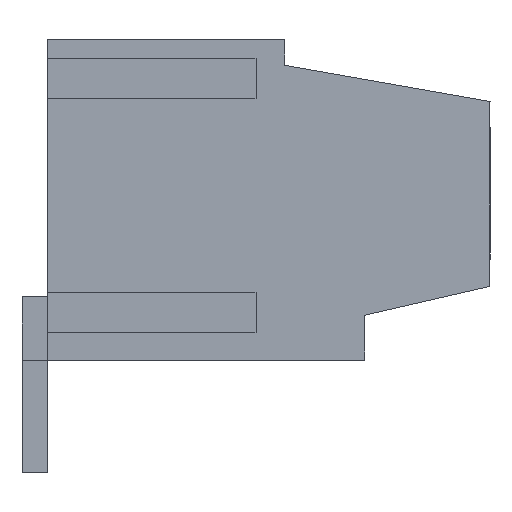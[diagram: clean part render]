
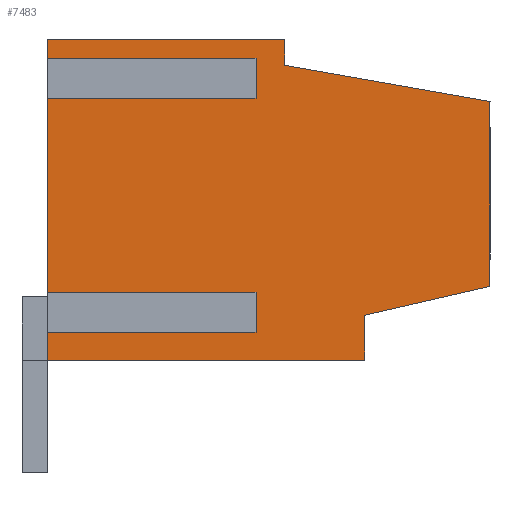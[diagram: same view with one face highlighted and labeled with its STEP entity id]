
A CAD part, left-side view. The second image highlights one B-rep face of the part: STEP entity #7483.
In plain terms, the highlighted planar face has unit normal (-1, 0, 0).
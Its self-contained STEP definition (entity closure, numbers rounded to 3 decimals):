
#7351=AXIS2_PLACEMENT_3D('Plane Axis2P3D',#7348,#7349,#7350) ;
#7348=CARTESIAN_POINT('Axis2P3D Location',(0.55,14.6,0.)) ;
#7353=CARTESIAN_POINT('Line Origine',(0.55,13.8,8.65)) ;
#7357=CARTESIAN_POINT('Vertex',(0.55,13.8,11.994)) ;
#7359=CARTESIAN_POINT('Vertex',(0.55,13.8,5.306)) ;
#7362=CARTESIAN_POINT('Line Origine',(0.55,10.55,5.306)) ;
#7366=CARTESIAN_POINT('Vertex',(0.55,7.3,5.306)) ;
#7369=CARTESIAN_POINT('Line Origine',(0.55,7.3,5.)) ;
#7373=CARTESIAN_POINT('Vertex',(0.55,7.3,4.694)) ;
#7376=CARTESIAN_POINT('Line Origine',(0.55,10.55,4.694)) ;
#7380=CARTESIAN_POINT('Vertex',(0.55,13.8,4.694)) ;
#7383=CARTESIAN_POINT('Line Origine',(0.55,13.8,4.097)) ;
#7387=CARTESIAN_POINT('Vertex',(0.55,13.8,3.5)) ;
#7390=CARTESIAN_POINT('Line Origine',(0.55,8.85,3.5)) ;
#7394=CARTESIAN_POINT('Vertex',(0.55,3.9,3.5)) ;
#7397=CARTESIAN_POINT('Line Origine',(0.55,3.9,4.2)) ;
#7401=CARTESIAN_POINT('Vertex',(0.55,3.9,4.9)) ;
#7404=CARTESIAN_POINT('Line Origine',(0.55,1.95,5.35)) ;
#7408=CARTESIAN_POINT('Vertex',(0.55,0.,5.8)) ;
#7411=CARTESIAN_POINT('Line Origine',(0.55,0.,8.686)) ;
#7415=CARTESIAN_POINT('Vertex',(0.55,0.,11.572)) ;
#7418=CARTESIAN_POINT('Line Origine',(0.55,3.2,12.136)) ;
#7422=CARTESIAN_POINT('Vertex',(0.55,6.4,12.7)) ;
#7425=CARTESIAN_POINT('Line Origine',(0.55,6.4,13.1)) ;
#7429=CARTESIAN_POINT('Vertex',(0.55,6.4,13.5)) ;
#7432=CARTESIAN_POINT('Line Origine',(0.55,10.1,13.5)) ;
#7436=CARTESIAN_POINT('Vertex',(0.55,13.8,13.5)) ;
#7439=CARTESIAN_POINT('Line Origine',(0.55,13.8,13.053)) ;
#7443=CARTESIAN_POINT('Vertex',(0.55,13.8,12.606)) ;
#7446=CARTESIAN_POINT('Line Origine',(0.55,10.55,12.606)) ;
#7450=CARTESIAN_POINT('Vertex',(0.55,7.3,12.606)) ;
#7453=CARTESIAN_POINT('Line Origine',(0.55,7.3,12.3)) ;
#7457=CARTESIAN_POINT('Vertex',(0.55,7.3,11.994)) ;
#7460=CARTESIAN_POINT('Line Origine',(0.55,10.55,11.994)) ;
#7349=DIRECTION('Axis2P3D Direction',(-1.,0.,0.)) ;
#7350=DIRECTION('Axis2P3D XDirection',(0.,-1.,0.)) ;
#7354=DIRECTION('Vector Direction',(0.,0.,-1.)) ;
#7363=DIRECTION('Vector Direction',(0.,-1.,0.)) ;
#7370=DIRECTION('Vector Direction',(0.,0.,-1.)) ;
#7377=DIRECTION('Vector Direction',(0.,-1.,0.)) ;
#7384=DIRECTION('Vector Direction',(0.,0.,-1.)) ;
#7391=DIRECTION('Vector Direction',(0.,-1.,0.)) ;
#7398=DIRECTION('Vector Direction',(0.,0.,1.)) ;
#7405=DIRECTION('Vector Direction',(0.,-0.974,0.225)) ;
#7412=DIRECTION('Vector Direction',(0.,0.,1.)) ;
#7419=DIRECTION('Vector Direction',(0.,0.985,0.174)) ;
#7426=DIRECTION('Vector Direction',(0.,0.,1.)) ;
#7433=DIRECTION('Vector Direction',(0.,1.,0.)) ;
#7440=DIRECTION('Vector Direction',(0.,0.,-1.)) ;
#7447=DIRECTION('Vector Direction',(0.,-1.,0.)) ;
#7454=DIRECTION('Vector Direction',(0.,0.,-1.)) ;
#7461=DIRECTION('Vector Direction',(0.,-1.,0.)) ;
#7355=VECTOR('Line Direction',#7354,1.) ;
#7364=VECTOR('Line Direction',#7363,1.) ;
#7371=VECTOR('Line Direction',#7370,1.) ;
#7378=VECTOR('Line Direction',#7377,1.) ;
#7385=VECTOR('Line Direction',#7384,1.) ;
#7392=VECTOR('Line Direction',#7391,1.) ;
#7399=VECTOR('Line Direction',#7398,1.) ;
#7406=VECTOR('Line Direction',#7405,1.) ;
#7413=VECTOR('Line Direction',#7412,1.) ;
#7420=VECTOR('Line Direction',#7419,1.) ;
#7427=VECTOR('Line Direction',#7426,1.) ;
#7434=VECTOR('Line Direction',#7433,1.) ;
#7441=VECTOR('Line Direction',#7440,1.) ;
#7448=VECTOR('Line Direction',#7447,1.) ;
#7455=VECTOR('Line Direction',#7454,1.) ;
#7462=VECTOR('Line Direction',#7461,1.) ;
#7466=ORIENTED_EDGE('',*,*,#7361,.T.) ;
#7467=ORIENTED_EDGE('',*,*,#7368,.T.) ;
#7468=ORIENTED_EDGE('',*,*,#7375,.T.) ;
#7469=ORIENTED_EDGE('',*,*,#7382,.F.) ;
#7470=ORIENTED_EDGE('',*,*,#7389,.T.) ;
#7471=ORIENTED_EDGE('',*,*,#7396,.T.) ;
#7472=ORIENTED_EDGE('',*,*,#7403,.T.) ;
#7473=ORIENTED_EDGE('',*,*,#7410,.T.) ;
#7474=ORIENTED_EDGE('',*,*,#7417,.T.) ;
#7475=ORIENTED_EDGE('',*,*,#7424,.T.) ;
#7476=ORIENTED_EDGE('',*,*,#7431,.T.) ;
#7477=ORIENTED_EDGE('',*,*,#7438,.T.) ;
#7478=ORIENTED_EDGE('',*,*,#7445,.T.) ;
#7479=ORIENTED_EDGE('',*,*,#7452,.T.) ;
#7480=ORIENTED_EDGE('',*,*,#7459,.T.) ;
#7481=ORIENTED_EDGE('',*,*,#7464,.F.) ;
#7483=ADVANCED_FACE('HOUSING',(#7482),#7352,.T.) ;
#7361=EDGE_CURVE('',#7358,#7360,#7356,.T.) ;
#7368=EDGE_CURVE('',#7360,#7367,#7365,.T.) ;
#7375=EDGE_CURVE('',#7367,#7374,#7372,.T.) ;
#7382=EDGE_CURVE('',#7381,#7374,#7379,.T.) ;
#7389=EDGE_CURVE('',#7381,#7388,#7386,.T.) ;
#7396=EDGE_CURVE('',#7388,#7395,#7393,.T.) ;
#7403=EDGE_CURVE('',#7395,#7402,#7400,.T.) ;
#7410=EDGE_CURVE('',#7402,#7409,#7407,.T.) ;
#7417=EDGE_CURVE('',#7409,#7416,#7414,.T.) ;
#7424=EDGE_CURVE('',#7416,#7423,#7421,.T.) ;
#7431=EDGE_CURVE('',#7423,#7430,#7428,.T.) ;
#7438=EDGE_CURVE('',#7430,#7437,#7435,.T.) ;
#7445=EDGE_CURVE('',#7437,#7444,#7442,.T.) ;
#7452=EDGE_CURVE('',#7444,#7451,#7449,.T.) ;
#7459=EDGE_CURVE('',#7451,#7458,#7456,.T.) ;
#7464=EDGE_CURVE('',#7358,#7458,#7463,.T.) ;
#7465=EDGE_LOOP('',(#7466,#7467,#7468,#7469,#7470,#7471,#7472,#7473,#7474,#7475,#7476,#7477,#7478,#7479,#7480,#7481)) ;
#7482=FACE_OUTER_BOUND('',#7465,.T.) ;
#7356=LINE('Line',#7353,#7355) ;
#7365=LINE('Line',#7362,#7364) ;
#7372=LINE('Line',#7369,#7371) ;
#7379=LINE('Line',#7376,#7378) ;
#7386=LINE('Line',#7383,#7385) ;
#7393=LINE('Line',#7390,#7392) ;
#7400=LINE('Line',#7397,#7399) ;
#7407=LINE('Line',#7404,#7406) ;
#7414=LINE('Line',#7411,#7413) ;
#7421=LINE('Line',#7418,#7420) ;
#7428=LINE('Line',#7425,#7427) ;
#7435=LINE('Line',#7432,#7434) ;
#7442=LINE('Line',#7439,#7441) ;
#7449=LINE('Line',#7446,#7448) ;
#7456=LINE('Line',#7453,#7455) ;
#7463=LINE('Line',#7460,#7462) ;
#7352=PLANE('',#7351) ;
#7358=VERTEX_POINT('',#7357) ;
#7360=VERTEX_POINT('',#7359) ;
#7367=VERTEX_POINT('',#7366) ;
#7374=VERTEX_POINT('',#7373) ;
#7381=VERTEX_POINT('',#7380) ;
#7388=VERTEX_POINT('',#7387) ;
#7395=VERTEX_POINT('',#7394) ;
#7402=VERTEX_POINT('',#7401) ;
#7409=VERTEX_POINT('',#7408) ;
#7416=VERTEX_POINT('',#7415) ;
#7423=VERTEX_POINT('',#7422) ;
#7430=VERTEX_POINT('',#7429) ;
#7437=VERTEX_POINT('',#7436) ;
#7444=VERTEX_POINT('',#7443) ;
#7451=VERTEX_POINT('',#7450) ;
#7458=VERTEX_POINT('',#7457) ;
